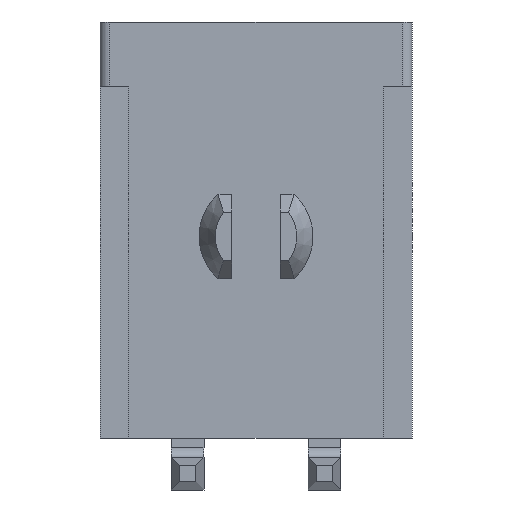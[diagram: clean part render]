
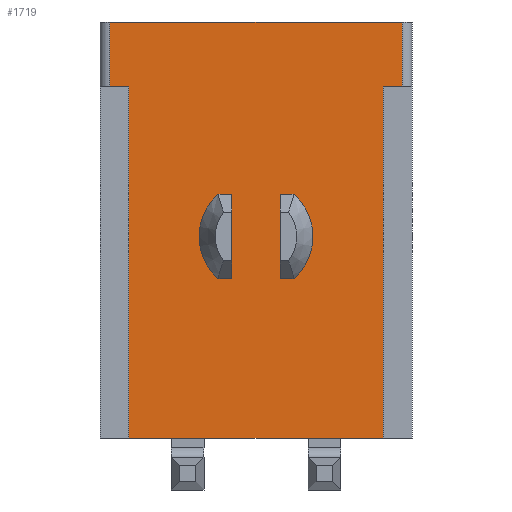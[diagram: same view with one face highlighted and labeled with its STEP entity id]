
A CAD part, front view. The second image highlights one B-rep face of the part: STEP entity #1719.
In plain terms, the highlighted planar face has unit normal (0, -1, 0).
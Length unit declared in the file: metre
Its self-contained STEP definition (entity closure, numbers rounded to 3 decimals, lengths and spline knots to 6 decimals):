
#32=FACE_BOUND('',#708,.T.);
#33=FACE_BOUND('',#709,.T.);
#54=LINE('',#2420,#263);
#76=LINE('',#2475,#285);
#90=LINE('',#2502,#299);
#93=LINE('',#2510,#302);
#117=LINE('',#2559,#326);
#142=LINE('',#2625,#351);
#185=LINE('',#2726,#394);
#220=LINE('',#2795,#429);
#221=LINE('',#2796,#430);
#222=LINE('',#2799,#431);
#263=VECTOR('',#1939,1.);
#285=VECTOR('',#1975,1.);
#299=VECTOR('',#1991,1.);
#302=VECTOR('',#1998,1.);
#326=VECTOR('',#2042,1.);
#351=VECTOR('',#2099,1.);
#394=VECTOR('',#2194,1.);
#429=VECTOR('',#2267,1.);
#430=VECTOR('',#2268,1.);
#431=VECTOR('',#2269,1.);
#510=PLANE('',#1858);
#604=FACE_OUTER_BOUND('',#707,.T.);
#707=EDGE_LOOP('',(#1492,#1493,#1494,#1495,#1496,#1497,#1498,#1499));
#708=EDGE_LOOP('',(#1500,#1501));
#709=EDGE_LOOP('',(#1502,#1503));
#768=CIRCLE('',#1831,0.0015);
#772=CIRCLE('',#1859,0.0015);
#796=VERTEX_POINT('',#2417);
#797=VERTEX_POINT('',#2419);
#822=VERTEX_POINT('',#2472);
#823=VERTEX_POINT('',#2474);
#834=VERTEX_POINT('',#2498);
#837=VERTEX_POINT('',#2505);
#874=VERTEX_POINT('',#2622);
#875=VERTEX_POINT('',#2624);
#907=VERTEX_POINT('',#2725);
#922=VERTEX_POINT('',#2794);
#923=VERTEX_POINT('',#2797);
#924=VERTEX_POINT('',#2798);
#952=EDGE_CURVE('',#797,#796,#54,.T.);
#979=EDGE_CURVE('',#822,#823,#76,.T.);
#993=EDGE_CURVE('',#823,#834,#90,.T.);
#997=EDGE_CURVE('',#834,#837,#93,.T.);
#1022=EDGE_CURVE('',#837,#796,#117,.T.);
#1053=EDGE_CURVE('',#875,#874,#142,.T.);
#1088=EDGE_CURVE('',#874,#875,#768,.T.);
#1104=EDGE_CURVE('',#907,#797,#185,.T.);
#1140=EDGE_CURVE('',#822,#922,#220,.T.);
#1141=EDGE_CURVE('',#907,#922,#221,.T.);
#1142=EDGE_CURVE('',#923,#924,#222,.T.);
#1143=EDGE_CURVE('',#924,#923,#772,.T.);
#1492=ORIENTED_EDGE('',*,*,#1104,.T.);
#1493=ORIENTED_EDGE('',*,*,#952,.T.);
#1494=ORIENTED_EDGE('',*,*,#1022,.F.);
#1495=ORIENTED_EDGE('',*,*,#997,.F.);
#1496=ORIENTED_EDGE('',*,*,#993,.F.);
#1497=ORIENTED_EDGE('',*,*,#979,.F.);
#1498=ORIENTED_EDGE('',*,*,#1140,.T.);
#1499=ORIENTED_EDGE('',*,*,#1141,.F.);
#1500=ORIENTED_EDGE('',*,*,#1142,.T.);
#1501=ORIENTED_EDGE('',*,*,#1143,.T.);
#1502=ORIENTED_EDGE('',*,*,#1053,.T.);
#1503=ORIENTED_EDGE('',*,*,#1088,.T.);
#1719=ADVANCED_FACE('',(#604,#32,#33),#510,.T.);
#1831=AXIS2_PLACEMENT_3D('',#2694,#2163,#2164);
#1858=AXIS2_PLACEMENT_3D('',#2793,#2265,#2266);
#1859=AXIS2_PLACEMENT_3D('',#2800,#2270,#2271);
#1939=DIRECTION('',(-1.,0.,0.));
#1975=DIRECTION('',(-1.,0.,0.));
#1991=DIRECTION('',(0.,0.,1.));
#1998=DIRECTION('',(-1.,0.,0.));
#2042=DIRECTION('',(0.,0.,1.));
#2099=DIRECTION('',(0.,0.,-1.));
#2163=DIRECTION('center_axis',(0.,1.,0.));
#2164=DIRECTION('ref_axis',(-0.5,0.,-0.866));
#2194=DIRECTION('',(0.,0.,1.));
#2265=DIRECTION('center_axis',(0.,-1.,0.));
#2266=DIRECTION('ref_axis',(0.,0.,-1.));
#2267=DIRECTION('',(0.,0.,1.));
#2268=DIRECTION('',(-1.,0.,0.));
#2269=DIRECTION('',(0.,0.,1.));
#2270=DIRECTION('center_axis',(0.,1.,0.));
#2271=DIRECTION('ref_axis',(0.5,0.,0.866));
#2417=CARTESIAN_POINT('',(-0.0045,0.0004,0.));
#2419=CARTESIAN_POINT('',(0.0045,0.0004,0.));
#2420=CARTESIAN_POINT('',(0.0045,0.0004,0.));
#2472=CARTESIAN_POINT('',(0.00391,0.0004,-0.0128));
#2474=CARTESIAN_POINT('',(-0.00391,0.0004,-0.0128));
#2475=CARTESIAN_POINT('',(0.00391,0.0004,-0.0128));
#2498=CARTESIAN_POINT('',(-0.00391,0.0004,-0.002));
#2502=CARTESIAN_POINT('',(-0.00391,0.0004,-0.0128));
#2505=CARTESIAN_POINT('',(-0.0045,0.0004,-0.002));
#2510=CARTESIAN_POINT('',(-0.00391,0.0004,-0.002));
#2559=CARTESIAN_POINT('',(-0.0045,0.0004,-0.002));
#2622=CARTESIAN_POINT('',(-0.00075,0.0004,-0.007899));
#2624=CARTESIAN_POINT('',(-0.00075,0.0004,-0.005301));
#2625=CARTESIAN_POINT('',(-0.00075,0.0004,-0.005301));
#2694=CARTESIAN_POINT('Origin',(0.,0.0004,-0.0066));
#2725=CARTESIAN_POINT('',(0.0045,0.0004,-0.002));
#2726=CARTESIAN_POINT('',(0.0045,0.0004,-0.002));
#2793=CARTESIAN_POINT('Origin',(0.0048,0.0004,0.));
#2794=CARTESIAN_POINT('',(0.00391,0.0004,-0.002));
#2795=CARTESIAN_POINT('',(0.00391,0.0004,-0.0128));
#2796=CARTESIAN_POINT('',(0.0045,0.0004,-0.002));
#2797=CARTESIAN_POINT('',(0.00075,0.0004,-0.007899));
#2798=CARTESIAN_POINT('',(0.00075,0.0004,-0.005301));
#2799=CARTESIAN_POINT('',(0.00075,0.0004,-0.007899));
#2800=CARTESIAN_POINT('Origin',(0.,0.0004,-0.0066));
